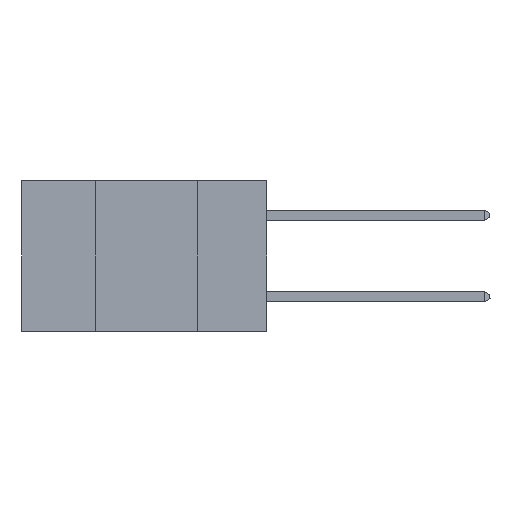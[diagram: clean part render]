
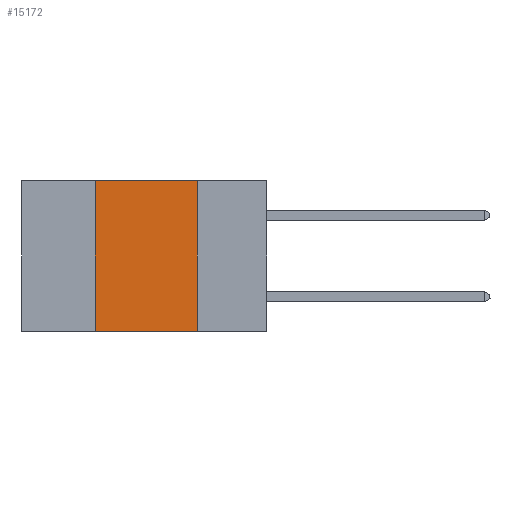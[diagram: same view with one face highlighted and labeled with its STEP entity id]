
A CAD part, left-side view. The second image highlights one B-rep face of the part: STEP entity #15172.
In plain terms, the highlighted planar face has unit normal (-1, 0, 0).
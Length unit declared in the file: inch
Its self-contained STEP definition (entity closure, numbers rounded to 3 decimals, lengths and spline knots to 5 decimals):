
#68 = LINE ( 'NONE', #14852, #5699 ) ;
#428 = VERTEX_POINT ( 'NONE', #14162 ) ;
#821 = VERTEX_POINT ( 'NONE', #3903 ) ;
#1178 = CARTESIAN_POINT ( 'NONE',  ( 0., 0.42, 0. ) ) ;
#2257 = VECTOR ( 'NONE', #3350, 39.37008 ) ;
#2897 = EDGE_CURVE ( 'NONE', #3241, #428, #68, .T. ) ;
#3012 = CARTESIAN_POINT ( 'NONE',  ( 0., 0.42, 0. ) ) ;
#3241 = VERTEX_POINT ( 'NONE', #18037 ) ;
#3350 = DIRECTION ( 'NONE',  ( 0., 0., 1. ) ) ;
#3903 = CARTESIAN_POINT ( 'NONE',  ( 0., 0.42, -0.37 ) ) ;
#5699 = VECTOR ( 'NONE', #11334, 39.37008 ) ;
#6794 = DIRECTION ( 'NONE',  ( 0., -1., 0. ) ) ;
#6937 = EDGE_CURVE ( 'NONE', #821, #428, #20473, .T. ) ;
#8661 = LINE ( 'NONE', #1178, #2257 ) ;
#8880 = CARTESIAN_POINT ( 'NONE',  ( 0., 0.6, 0. ) ) ;
#10684 = EDGE_LOOP ( 'NONE', ( #15187, #21704, #21839, #16978 ) ) ;
#11334 = DIRECTION ( 'NONE',  ( 0., 0., -1. ) ) ;
#11540 = DIRECTION ( 'NONE',  ( 0., 0., -1. ) ) ;
#12254 = CARTESIAN_POINT ( 'NONE',  ( 0., 0.6, 0. ) ) ;
#12476 = DIRECTION ( 'NONE',  ( 0., -1., 0. ) ) ;
#13011 = LINE ( 'NONE', #12254, #20935 ) ;
#13842 = VECTOR ( 'NONE', #6794, 39.37008 ) ;
#14162 = CARTESIAN_POINT ( 'NONE',  ( 0., 0.17, -0.37 ) ) ;
#14852 = CARTESIAN_POINT ( 'NONE',  ( 0., 0.17, 0. ) ) ;
#15172 = ADVANCED_FACE ( 'NONE', ( #21198 ), #21407, .F. ) ;
#15187 = ORIENTED_EDGE ( 'NONE', *, *, #2897, .F. ) ;
#15290 = EDGE_CURVE ( 'NONE', #15870, #3241, #13011, .T. ) ;
#15870 = VERTEX_POINT ( 'NONE', #3012 ) ;
#16978 = ORIENTED_EDGE ( 'NONE', *, *, #6937, .T. ) ;
#18037 = CARTESIAN_POINT ( 'NONE',  ( 0., 0.17, 0. ) ) ;
#18285 = DIRECTION ( 'NONE',  ( 1., 0., 0. ) ) ;
#20299 = EDGE_CURVE ( 'NONE', #821, #15870, #8661, .T. ) ;
#20473 = LINE ( 'NONE', #21959, #13842 ) ;
#20821 = AXIS2_PLACEMENT_3D ( 'NONE', #8880, #18285, #11540 ) ;
#20935 = VECTOR ( 'NONE', #12476, 39.37008 ) ;
#21198 = FACE_OUTER_BOUND ( 'NONE', #10684, .T. ) ;
#21407 = PLANE ( 'NONE',  #20821 ) ;
#21704 = ORIENTED_EDGE ( 'NONE', *, *, #15290, .F. ) ;
#21839 = ORIENTED_EDGE ( 'NONE', *, *, #20299, .F. ) ;
#21959 = CARTESIAN_POINT ( 'NONE',  ( 0., 0.6, -0.37 ) ) ;
